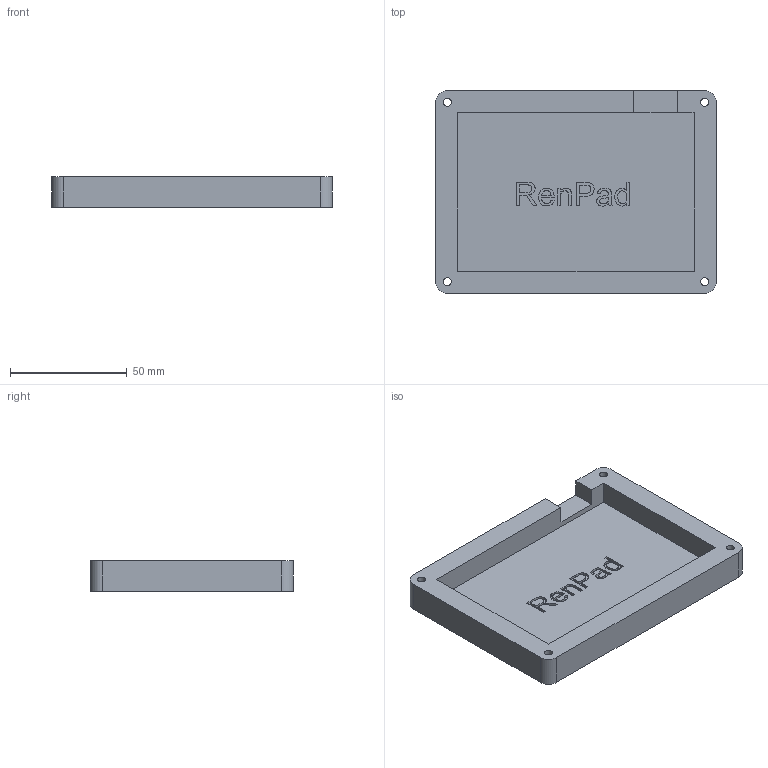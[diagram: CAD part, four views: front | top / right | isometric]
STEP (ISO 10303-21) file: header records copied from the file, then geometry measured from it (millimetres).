
FILE_DESCRIPTION(/* description */ (''),/* implementation_level */ '2;1');
FILE_NAME(/* name */ 'RenPad Base.step.step',/* time_stamp */ '2026-02-18T16:33:49+05:30',/* author */ (''),/* organization */ (''),/* preprocessor_version */ 'ST-DEVELOPER v20.1',/* originating_system */ 'Autodesk Translation Framework v14.24.0.0',/* authorisation */ '');
FILE_SCHEMA (('AUTOMOTIVE_DESIGN { 1 0 10303 214 3 1 1 }'));
Length unit declared in the file: millimetre
Products named in the file (1): 2026-02-18-12-32-05-159
Bounding box: 120.01 x 86.67 x 13 mm (x, y, z)
Volume: 64392.7 mm3; surface area: 30133.1 mm2
Topology: 1 solids, 1 shells, 184 faces, 501 edges, 334 vertices
Faces by surface type: bspline 104, plane 68, cylinder 12
Full cylindrical faces by diameter (mm): 3.4 x4, 6 x4
Entity records: 6798 total; most frequent: CARTESIAN_POINT 2788, ORIENTED_EDGE 1002, EDGE_CURVE 501, DIRECTION 479, VERTEX_POINT 334, LINE 269, VECTOR 269, B_SPLINE_CURVE_WITH_KNOTS 208
